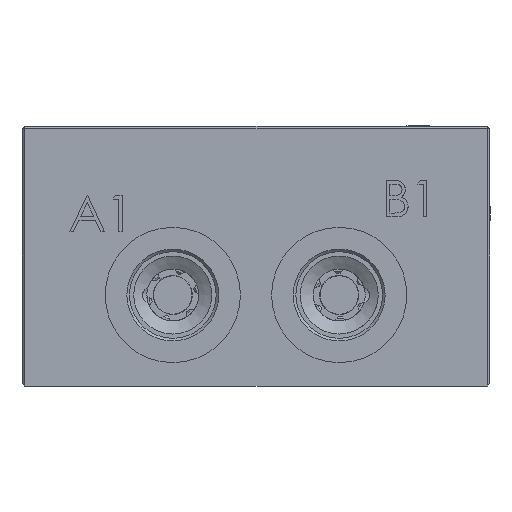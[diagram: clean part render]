
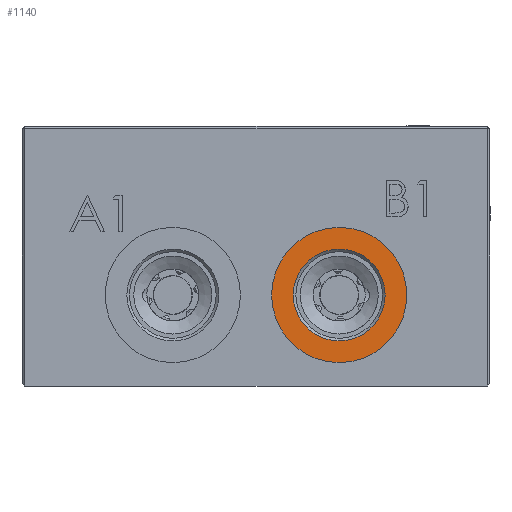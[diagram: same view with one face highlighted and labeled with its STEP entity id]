
A CAD part, front view. The second image highlights one B-rep face of the part: STEP entity #1140.
In plain terms, the highlighted planar face has unit normal (0, -1, 0).
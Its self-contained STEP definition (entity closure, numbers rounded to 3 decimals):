
#1140 = ADVANCED_FACE ( 'NONE', ( #44488, #12785 ), #43901, .F. ) ;
#1281 = VERTEX_POINT ( 'NONE', #27736 ) ;
#1918 = AXIS2_PLACEMENT_3D ( 'NONE', #46520, #2402, #28585 ) ;
#2402 = DIRECTION ( 'NONE',  ( 0., 1., 0. ) ) ;
#7654 = EDGE_CURVE ( 'NONE', #45150, #45150, #37621, .T. ) ;
#8094 = DIRECTION ( 'NONE',  ( 0., 0., 1. ) ) ;
#12785 = FACE_OUTER_BOUND ( 'NONE', #24769, .T. ) ;
#17450 = DIRECTION ( 'NONE',  ( 0., 1., 0. ) ) ;
#21317 = DIRECTION ( 'NONE',  ( 0., 1., 0. ) ) ;
#22818 = CARTESIAN_POINT ( 'NONE',  ( 16., -44., -20.5 ) ) ;
#24769 = EDGE_LOOP ( 'NONE', ( #36414 ) ) ;
#27736 = CARTESIAN_POINT ( 'NONE',  ( 16., -44., 1.331 ) ) ;
#28585 = DIRECTION ( 'NONE',  ( 0., 0., -1. ) ) ;
#34935 = EDGE_CURVE ( 'NONE', #1281, #1281, #54426, .T. ) ;
#36414 = ORIENTED_EDGE ( 'NONE', *, *, #7654, .F. ) ;
#37621 = CIRCLE ( 'NONE', #1918, 13. ) ;
#37698 = ORIENTED_EDGE ( 'NONE', *, *, #34935, .T. ) ;
#39239 = DIRECTION ( 'NONE',  ( 0., 0., 1. ) ) ;
#43613 = CARTESIAN_POINT ( 'NONE',  ( 16., -44., -7.5 ) ) ;
#43901 = PLANE ( 'NONE',  #57755 ) ;
#44064 = AXIS2_PLACEMENT_3D ( 'NONE', #43613, #21317, #39239 ) ;
#44488 = FACE_BOUND ( 'NONE', #47158, .T. ) ;
#45150 = VERTEX_POINT ( 'NONE', #22818 ) ;
#46520 = CARTESIAN_POINT ( 'NONE',  ( 16., -44., -7.5 ) ) ;
#47158 = EDGE_LOOP ( 'NONE', ( #37698 ) ) ;
#48069 = CARTESIAN_POINT ( 'NONE',  ( 2.844, -44., -20.656 ) ) ;
#54426 = CIRCLE ( 'NONE', #44064, 8.831 ) ;
#57755 = AXIS2_PLACEMENT_3D ( 'NONE', #48069, #17450, #8094 ) ;
